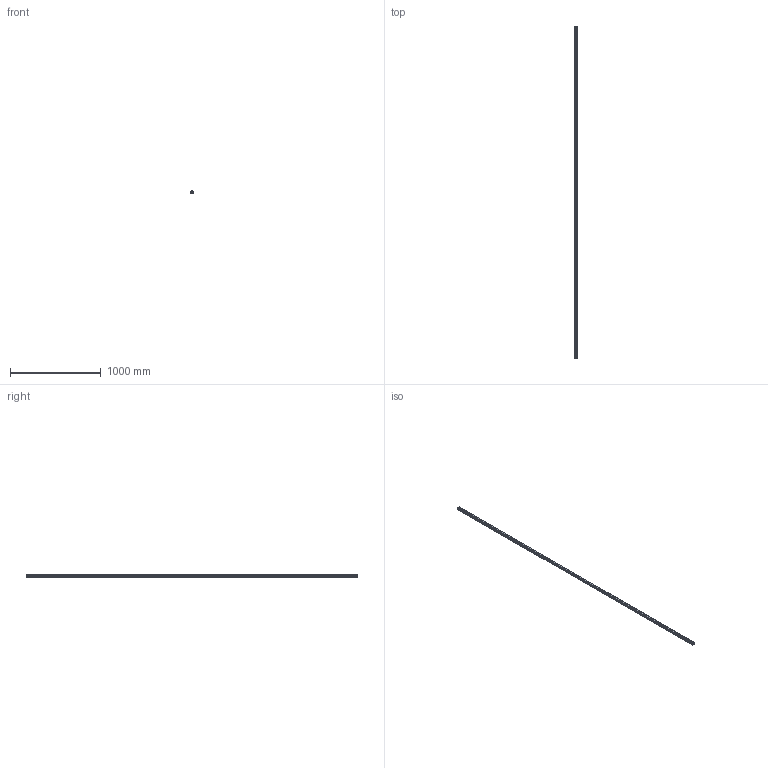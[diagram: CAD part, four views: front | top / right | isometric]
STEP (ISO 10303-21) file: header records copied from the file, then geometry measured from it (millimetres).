
FILE_DESCRIPTION(('STEP AP214'),'1');
FILE_NAME('cctmp_DD245341-A4EC-4E1C-9856-A97D5652D15E_2020_6_29_12_56_32_548..stp','2020-06-29T10:56:32',('HIWIN GmbH'),('CADClick - www.CADClick.com'),'Spatial InterOp 3D',' ','unknown authorization');
FILE_SCHEMA(('AUTOMOTIVE_DESIGN'));
Length unit declared in the file: millimetre
Products named in the file (1): HGR30R3650H_FILE
Bounding box: 28 x 3650 x 26 mm (x, y, z)
Volume: 2122692.8 mm3; surface area: 452375.8 mm2
Topology: 1 solids, 1 shells, 529 faces, 1155 edges, 770 vertices
Faces by surface type: cylinder 298, plane 231
Entity records: 19001 total; most frequent: DIRECTION 2811, CARTESIAN_POINT 2455, ORIENTED_EDGE 2310, EDGE_CURVE 1155, AXIS2_PLACEMENT_3D 1126, VERTEX_POINT 770, EDGE_LOOP 671, CIRCLE 596
